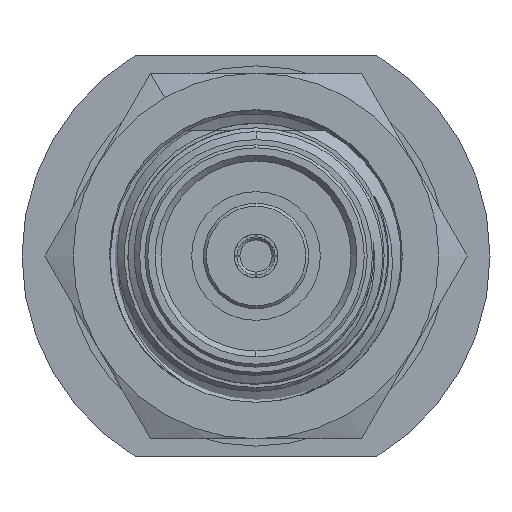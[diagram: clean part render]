
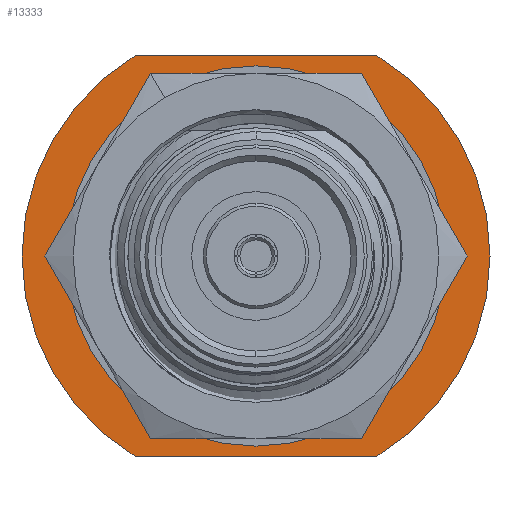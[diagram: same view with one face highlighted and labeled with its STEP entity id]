
A CAD part, left-side view. The second image highlights one B-rep face of the part: STEP entity #13333.
In plain terms, the highlighted planar face has unit normal (-1, 0, 0).
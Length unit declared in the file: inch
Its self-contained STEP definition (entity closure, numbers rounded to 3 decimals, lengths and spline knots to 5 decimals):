
#157 = DIRECTION ( 'NONE',  ( 0., 0., -1. ) ) ;
#335 = CARTESIAN_POINT ( 'NONE',  ( 0.714, 0., 0. ) ) ;
#502 = VECTOR ( 'NONE', #6693, 39.37008 ) ;
#554 = VECTOR ( 'NONE', #8558, 39.37008 ) ;
#632 = ORIENTED_EDGE ( 'NONE', *, *, #890, .F. ) ;
#678 = ORIENTED_EDGE ( 'NONE', *, *, #1221, .F. ) ;
#769 = CARTESIAN_POINT ( 'NONE',  ( 0.714, 0., 0. ) ) ;
#890 = EDGE_CURVE ( 'NONE', #2034, #15157, #10025, .T. ) ;
#1221 = EDGE_CURVE ( 'NONE', #1649, #8428, #6388, .T. ) ;
#1336 = AXIS2_PLACEMENT_3D ( 'NONE', #11009, #12257, #4498 ) ;
#1575 = DIRECTION ( 'NONE',  ( -1., 0., 0. ) ) ;
#1649 = VERTEX_POINT ( 'NONE', #9782 ) ;
#1778 = ORIENTED_EDGE ( 'NONE', *, *, #6430, .T. ) ;
#2034 = VERTEX_POINT ( 'NONE', #4530 ) ;
#2800 = CARTESIAN_POINT ( 'NONE',  ( 0.714, 0.23044, -0.3435 ) ) ;
#2817 = DIRECTION ( 'NONE',  ( 0., 0., 1. ) ) ;
#3049 = CIRCLE ( 'NONE', #3789, 0.4 ) ;
#3487 = CARTESIAN_POINT ( 'NONE',  ( 0.714, 0., 0. ) ) ;
#3584 = EDGE_LOOP ( 'NONE', ( #5227, #1778, #678, #13509 ) ) ;
#3789 = AXIS2_PLACEMENT_3D ( 'NONE', #3487, #12523, #7379 ) ;
#4498 = DIRECTION ( 'NONE',  ( 0., 0., 1. ) ) ;
#4530 = CARTESIAN_POINT ( 'NONE',  ( 0.714, 0., -0.325 ) ) ;
#4856 = PLANE ( 'NONE',  #6270 ) ;
#5227 = ORIENTED_EDGE ( 'NONE', *, *, #14042, .F. ) ;
#5393 = CARTESIAN_POINT ( 'NONE',  ( 0.714, 0.23044, 0. ) ) ;
#5562 = VERTEX_POINT ( 'NONE', #10860 ) ;
#5679 = VERTEX_POINT ( 'NONE', #13280 ) ;
#6270 = AXIS2_PLACEMENT_3D ( 'NONE', #5393, #14545, #157 ) ;
#6388 = LINE ( 'NONE', #2800, #502 ) ;
#6430 = EDGE_CURVE ( 'NONE', #5679, #8428, #12762, .T. ) ;
#6693 = DIRECTION ( 'NONE',  ( 0., 1., 0. ) ) ;
#7379 = DIRECTION ( 'NONE',  ( 0., 0., 1. ) ) ;
#7408 = EDGE_CURVE ( 'NONE', #1649, #5562, #3049, .T. ) ;
#7428 = LINE ( 'NONE', #16339, #554 ) ;
#8090 = CIRCLE ( 'NONE', #10782, 0.325 ) ;
#8428 = VERTEX_POINT ( 'NONE', #8629 ) ;
#8434 = AXIS2_PLACEMENT_3D ( 'NONE', #335, #1575, #2817 ) ;
#8558 = DIRECTION ( 'NONE',  ( 0., -1., 0. ) ) ;
#8629 = CARTESIAN_POINT ( 'NONE',  ( 0.714, 0.20496, -0.3435 ) ) ;
#8633 = DIRECTION ( 'NONE',  ( -1., 0., 0. ) ) ;
#9286 = ORIENTED_EDGE ( 'NONE', *, *, #10402, .F. ) ;
#9782 = CARTESIAN_POINT ( 'NONE',  ( 0.714, -0.20496, -0.3435 ) ) ;
#10025 = CIRCLE ( 'NONE', #8434, 0.325 ) ;
#10402 = EDGE_CURVE ( 'NONE', #15157, #2034, #8090, .T. ) ;
#10782 = AXIS2_PLACEMENT_3D ( 'NONE', #769, #8633, #13693 ) ;
#10860 = CARTESIAN_POINT ( 'NONE',  ( 0.714, -0.20496, 0.3435 ) ) ;
#11009 = CARTESIAN_POINT ( 'NONE',  ( 0.714, 0., 0. ) ) ;
#12257 = DIRECTION ( 'NONE',  ( -1., 0., 0. ) ) ;
#12523 = DIRECTION ( 'NONE',  ( -1., 0., 0. ) ) ;
#12762 = CIRCLE ( 'NONE', #1336, 0.4 ) ;
#13280 = CARTESIAN_POINT ( 'NONE',  ( 0.714, 0.20496, 0.3435 ) ) ;
#13333 = ADVANCED_FACE ( 'NONE', ( #14505, #14101 ), #4856, .F. ) ;
#13509 = ORIENTED_EDGE ( 'NONE', *, *, #7408, .T. ) ;
#13693 = DIRECTION ( 'NONE',  ( 0., 0., 1. ) ) ;
#14042 = EDGE_CURVE ( 'NONE', #5679, #5562, #7428, .T. ) ;
#14101 = FACE_OUTER_BOUND ( 'NONE', #3584, .T. ) ;
#14184 = EDGE_LOOP ( 'NONE', ( #9286, #632 ) ) ;
#14505 = FACE_BOUND ( 'NONE', #14184, .T. ) ;
#14545 = DIRECTION ( 'NONE',  ( 1., 0., 0. ) ) ;
#15157 = VERTEX_POINT ( 'NONE', #16541 ) ;
#16339 = CARTESIAN_POINT ( 'NONE',  ( 0.714, 0.23044, 0.3435 ) ) ;
#16541 = CARTESIAN_POINT ( 'NONE',  ( 0.714, 0., 0.325 ) ) ;
